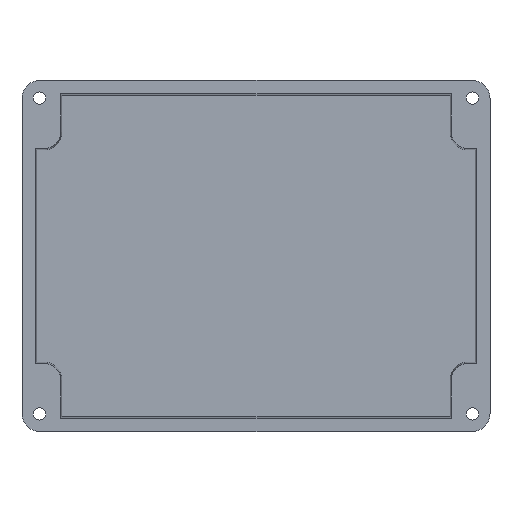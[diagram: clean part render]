
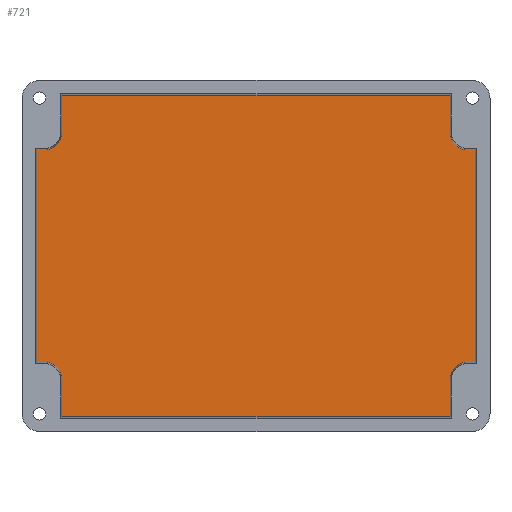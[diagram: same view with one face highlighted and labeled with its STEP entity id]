
A CAD part, front view. The second image highlights one B-rep face of the part: STEP entity #721.
In plain terms, the highlighted planar face has unit normal (0, -1, 0).
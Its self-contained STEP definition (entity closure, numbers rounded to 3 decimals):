
#543 = ORIENTED_EDGE ( 'NONE', *, *, #544, .T. ) ;
#544 = EDGE_CURVE ( 'NONE', #687, #674, #1292, .T. ) ;
#546 = ORIENTED_EDGE ( 'NONE', *, *, #547, .T. ) ;
#547 = EDGE_CURVE ( 'NONE', #574, #548, #1288, .T. ) ;
#548 = VERTEX_POINT ( 'NONE', #1283 ) ;
#549 = ORIENTED_EDGE ( 'NONE', *, *, #550, .T. ) ;
#550 = EDGE_CURVE ( 'NONE', #548, #722, #1282, .T. ) ;
#572 = ORIENTED_EDGE ( 'NONE', *, *, #573, .T. ) ;
#573 = EDGE_CURVE ( 'NONE', #602, #574, #1247, .T. ) ;
#574 = VERTEX_POINT ( 'NONE', #1612 ) ;
#592 = EDGE_CURVE ( 'NONE', #680, #593, #1630, .T. ) ;
#593 = VERTEX_POINT ( 'NONE', #1626 ) ;
#594 = ORIENTED_EDGE ( 'NONE', *, *, #595, .T. ) ;
#595 = EDGE_CURVE ( 'NONE', #593, #596, #1726, .T. ) ;
#596 = VERTEX_POINT ( 'NONE', #1721 ) ;
#597 = ORIENTED_EDGE ( 'NONE', *, *, #598, .T. ) ;
#598 = EDGE_CURVE ( 'NONE', #596, #599, #1720, .T. ) ;
#599 = VERTEX_POINT ( 'NONE', #1716 ) ;
#600 = ORIENTED_EDGE ( 'NONE', *, *, #601, .T. ) ;
#601 = EDGE_CURVE ( 'NONE', #599, #602, #1715, .T. ) ;
#602 = VERTEX_POINT ( 'NONE', #1711 ) ;
#658 = EDGE_CURVE ( 'NONE', #715, #659, #1666, .T. ) ;
#659 = VERTEX_POINT ( 'NONE', #1662 ) ;
#660 = ORIENTED_EDGE ( 'NONE', *, *, #661, .T. ) ;
#661 = EDGE_CURVE ( 'NONE', #659, #662, #1661, .T. ) ;
#662 = VERTEX_POINT ( 'NONE', #1656 ) ;
#663 = ORIENTED_EDGE ( 'NONE', *, *, #683, .T. ) ;
#669 = EDGE_LOOP ( 'NONE', ( #713, #716, #660, #663, #685, #543, #675, #717, #678, #723, #594, #597, #600, #572, #546, #549 ) ) ;
#674 = VERTEX_POINT ( 'NONE', #1649 ) ;
#675 = ORIENTED_EDGE ( 'NONE', *, *, #676, .T. ) ;
#676 = EDGE_CURVE ( 'NONE', #674, #677, #1648, .T. ) ;
#677 = VERTEX_POINT ( 'NONE', #1643 ) ;
#678 = ORIENTED_EDGE ( 'NONE', *, *, #679, .T. ) ;
#679 = EDGE_CURVE ( 'NONE', #719, #680, #1642, .T. ) ;
#680 = VERTEX_POINT ( 'NONE', #1511 ) ;
#683 = EDGE_CURVE ( 'NONE', #662, #684, #1504, .T. ) ;
#684 = VERTEX_POINT ( 'NONE', #1500 ) ;
#685 = ORIENTED_EDGE ( 'NONE', *, *, #686, .T. ) ;
#686 = EDGE_CURVE ( 'NONE', #684, #687, #1499, .T. ) ;
#687 = VERTEX_POINT ( 'NONE', #1495 ) ;
#713 = ORIENTED_EDGE ( 'NONE', *, *, #714, .T. ) ;
#714 = EDGE_CURVE ( 'NONE', #722, #715, #1514, .T. ) ;
#715 = VERTEX_POINT ( 'NONE', #1579 ) ;
#716 = ORIENTED_EDGE ( 'NONE', *, *, #658, .T. ) ;
#717 = ORIENTED_EDGE ( 'NONE', *, *, #718, .T. ) ;
#718 = EDGE_CURVE ( 'NONE', #677, #719, #1578, .T. ) ;
#719 = VERTEX_POINT ( 'NONE', #1574 ) ;
#721 = ADVANCED_FACE ( 'NONE', ( #1573 ), #1572, .F. ) ;
#722 = VERTEX_POINT ( 'NONE', #1567 ) ;
#723 = ORIENTED_EDGE ( 'NONE', *, *, #592, .T. ) ;
#1244 = DIRECTION ( 'NONE',  ( 0., 0., -1. ) ) ;
#1245 = VECTOR ( 'NONE', #1244, 1000. ) ;
#1246 = CARTESIAN_POINT ( 'NONE',  ( -66.337, 26.5, 42.3 ) ) ;
#1247 = LINE ( 'NONE', #1246, #1245 ) ;
#1279 = DIRECTION ( 'NONE',  ( -1., 0., 0. ) ) ;
#1280 = VECTOR ( 'NONE', #1279, 1000. ) ;
#1281 = CARTESIAN_POINT ( 'NONE',  ( -75.5, 26.5, 36.337 ) ) ;
#1282 = LINE ( 'NONE', #1281, #1280 ) ;
#1283 = CARTESIAN_POINT ( 'NONE',  ( -72.3, 26.5, 36.337 ) ) ;
#1284 = DIRECTION ( 'NONE',  ( 0., 0., 1. ) ) ;
#1285 = DIRECTION ( 'NONE',  ( 0., 1., 0. ) ) ;
#1286 = CARTESIAN_POINT ( 'NONE',  ( -72.3, 26.5, 42.3 ) ) ;
#1287 = AXIS2_PLACEMENT_3D ( 'NONE', #1286, #1285, #1284 ) ;
#1288 = CIRCLE ( 'NONE', #1287, 5.963 ) ;
#1289 = DIRECTION ( 'NONE',  ( 0., 0., 1. ) ) ;
#1290 = VECTOR ( 'NONE', #1289, 1000. ) ;
#1291 = CARTESIAN_POINT ( 'NONE',  ( 66.337, 26.5, -42.3 ) ) ;
#1292 = LINE ( 'NONE', #1291, #1290 ) ;
#1495 = CARTESIAN_POINT ( 'NONE',  ( 66.337, 26.5, -55.037 ) ) ;
#1496 = DIRECTION ( 'NONE',  ( 1., 0., 0. ) ) ;
#1497 = VECTOR ( 'NONE', #1496, 1000. ) ;
#1498 = CARTESIAN_POINT ( 'NONE',  ( -66.8, 26.5, -55.037 ) ) ;
#1499 = LINE ( 'NONE', #1498, #1497 ) ;
#1500 = CARTESIAN_POINT ( 'NONE',  ( -66.337, 26.5, -55.037 ) ) ;
#1501 = DIRECTION ( 'NONE',  ( 0., 0., -1. ) ) ;
#1502 = VECTOR ( 'NONE', #1501, 1000. ) ;
#1503 = CARTESIAN_POINT ( 'NONE',  ( -66.337, 26.5, -42.3 ) ) ;
#1504 = LINE ( 'NONE', #1503, #1502 ) ;
#1511 = CARTESIAN_POINT ( 'NONE',  ( 75.037, 26.5, 36.337 ) ) ;
#1512 = DIRECTION ( 'NONE',  ( 0., 0., 1. ) ) ;
#1513 = VECTOR ( 'NONE', #1512, 1000. ) ;
#1514 = LINE ( 'NONE', #1582, #1581 ) ;
#1567 = CARTESIAN_POINT ( 'NONE',  ( -75.037, 26.5, 36.337 ) ) ;
#1568 = DIRECTION ( 'NONE',  ( 0., 0., 1. ) ) ;
#1569 = DIRECTION ( 'NONE',  ( 0., 1., 0. ) ) ;
#1570 = CARTESIAN_POINT ( 'NONE',  ( 74., 26.5, -54. ) ) ;
#1571 = AXIS2_PLACEMENT_3D ( 'NONE', #1570, #1569, #1568 ) ;
#1572 = PLANE ( 'NONE',  #1571 ) ;
#1573 = FACE_OUTER_BOUND ( 'NONE', #669, .T. ) ;
#1574 = CARTESIAN_POINT ( 'NONE',  ( 75.037, 26.5, -36.337 ) ) ;
#1575 = DIRECTION ( 'NONE',  ( 1., 0., 0. ) ) ;
#1576 = VECTOR ( 'NONE', #1575, 1000. ) ;
#1577 = CARTESIAN_POINT ( 'NONE',  ( 75.5, 26.5, -36.337 ) ) ;
#1578 = LINE ( 'NONE', #1577, #1576 ) ;
#1579 = CARTESIAN_POINT ( 'NONE',  ( -75.037, 26.5, -36.337 ) ) ;
#1580 = DIRECTION ( 'NONE',  ( 0., 0., -1. ) ) ;
#1581 = VECTOR ( 'NONE', #1580, 1000. ) ;
#1582 = CARTESIAN_POINT ( 'NONE',  ( -75.037, 26.5, -36.8 ) ) ;
#1612 = CARTESIAN_POINT ( 'NONE',  ( -66.337, 26.5, 42.3 ) ) ;
#1626 = CARTESIAN_POINT ( 'NONE',  ( 72.3, 26.5, 36.337 ) ) ;
#1627 = DIRECTION ( 'NONE',  ( -1., 0., 0. ) ) ;
#1628 = VECTOR ( 'NONE', #1627, 1000. ) ;
#1629 = CARTESIAN_POINT ( 'NONE',  ( 75.5, 26.5, 36.337 ) ) ;
#1630 = LINE ( 'NONE', #1629, #1628 ) ;
#1641 = CARTESIAN_POINT ( 'NONE',  ( 75.037, 26.5, -36.8 ) ) ;
#1642 = LINE ( 'NONE', #1641, #1513 ) ;
#1643 = CARTESIAN_POINT ( 'NONE',  ( 72.3, 26.5, -36.337 ) ) ;
#1644 = DIRECTION ( 'NONE',  ( 0., 0., 1. ) ) ;
#1645 = DIRECTION ( 'NONE',  ( 0., 1., 0. ) ) ;
#1646 = CARTESIAN_POINT ( 'NONE',  ( 72.3, 26.5, -42.3 ) ) ;
#1647 = AXIS2_PLACEMENT_3D ( 'NONE', #1646, #1645, #1644 ) ;
#1648 = CIRCLE ( 'NONE', #1647, 5.963 ) ;
#1649 = CARTESIAN_POINT ( 'NONE',  ( 66.337, 26.5, -42.3 ) ) ;
#1656 = CARTESIAN_POINT ( 'NONE',  ( -66.337, 26.5, -42.3 ) ) ;
#1657 = DIRECTION ( 'NONE',  ( 0., 0., 1. ) ) ;
#1658 = DIRECTION ( 'NONE',  ( 0., 1., 0. ) ) ;
#1659 = CARTESIAN_POINT ( 'NONE',  ( -72.3, 26.5, -42.3 ) ) ;
#1660 = AXIS2_PLACEMENT_3D ( 'NONE', #1659, #1658, #1657 ) ;
#1661 = CIRCLE ( 'NONE', #1660, 5.963 ) ;
#1662 = CARTESIAN_POINT ( 'NONE',  ( -72.3, 26.5, -36.337 ) ) ;
#1663 = DIRECTION ( 'NONE',  ( 1., 0., 0. ) ) ;
#1664 = VECTOR ( 'NONE', #1663, 1000. ) ;
#1665 = CARTESIAN_POINT ( 'NONE',  ( -75.5, 26.5, -36.337 ) ) ;
#1666 = LINE ( 'NONE', #1665, #1664 ) ;
#1711 = CARTESIAN_POINT ( 'NONE',  ( -66.337, 26.5, 55.037 ) ) ;
#1712 = DIRECTION ( 'NONE',  ( -1., 0., 0. ) ) ;
#1713 = VECTOR ( 'NONE', #1712, 1000. ) ;
#1714 = CARTESIAN_POINT ( 'NONE',  ( -66.8, 26.5, 55.037 ) ) ;
#1715 = LINE ( 'NONE', #1714, #1713 ) ;
#1716 = CARTESIAN_POINT ( 'NONE',  ( 66.337, 26.5, 55.037 ) ) ;
#1717 = DIRECTION ( 'NONE',  ( 0., 0., 1. ) ) ;
#1718 = VECTOR ( 'NONE', #1717, 1000. ) ;
#1719 = CARTESIAN_POINT ( 'NONE',  ( 66.337, 26.5, 42.3 ) ) ;
#1720 = LINE ( 'NONE', #1719, #1718 ) ;
#1721 = CARTESIAN_POINT ( 'NONE',  ( 66.337, 26.5, 42.3 ) ) ;
#1722 = DIRECTION ( 'NONE',  ( 0., 0., 1. ) ) ;
#1723 = DIRECTION ( 'NONE',  ( 0., 1., 0. ) ) ;
#1724 = CARTESIAN_POINT ( 'NONE',  ( 72.3, 26.5, 42.3 ) ) ;
#1725 = AXIS2_PLACEMENT_3D ( 'NONE', #1724, #1723, #1722 ) ;
#1726 = CIRCLE ( 'NONE', #1725, 5.963 ) ;
